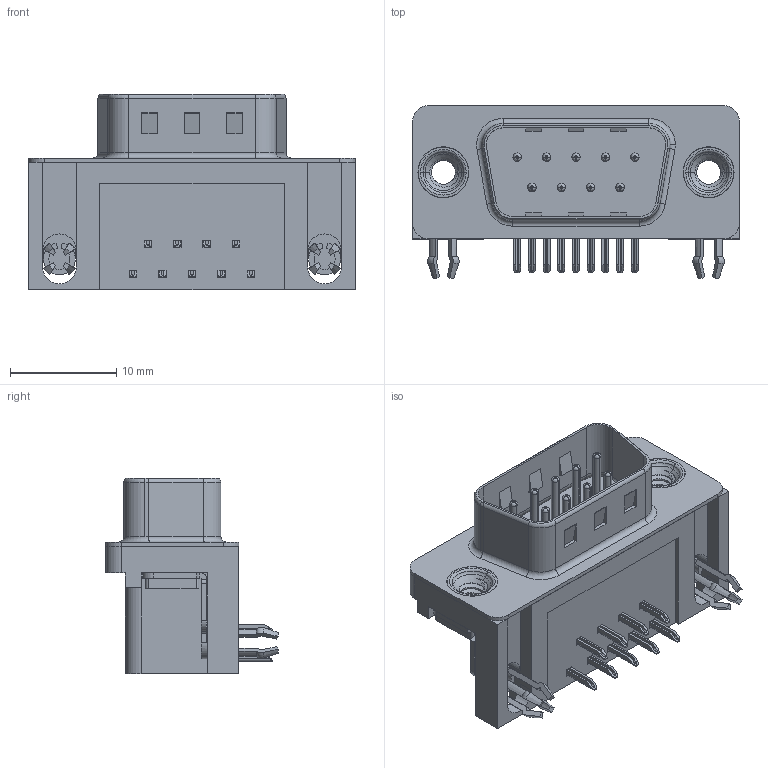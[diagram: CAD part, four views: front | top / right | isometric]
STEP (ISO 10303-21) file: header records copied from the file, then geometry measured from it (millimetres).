
FILE_DESCRIPTION (( 'STEP AP203' ), '1' );
FILE_NAME ('621-009-260-042.STEP', '2019-11-18T18:22:17', ( '' ), ( '' ), 'SwSTEP 2.0', 'SolidWorks 2016', '' );
FILE_SCHEMA (( 'CONFIG_CONTROL_DESIGN' ));
Length unit declared in the file: millimetre
Products named in the file (7): 621 Contact Bottom; 621 4 Prong Board Lock; 621 Housing_9 Socket; 621 Contact Top; 621 4-40 Threaded Rivet; 621 Shell_9 Socket; 621-009-260-042
Assembly tree (15 placements, depth 2):
  621-009-260-042
    621 Housing_9 Socket
    621 Shell_9 Socket
    621 Contact Bottom  x4
    621 Contact Top  x5
    621 4 Prong Board Lock  x2
    621 4-40 Threaded Rivet  x2
Bounding box: 30.89 x 16.25 x 18.4 mm (x, y, z)
Volume: 3256.6 mm3; surface area: 4495.6 mm2
Topology: 15 solids, 15 shells, 1111 faces, 2837 edges, 1781 vertices
Faces by surface type: plane 615, cylinder 321, torus 117, cone 52, bspline 6
Entity records: 18335 total; most frequent: CARTESIAN_POINT 4501, DIRECTION 2779, ORIENTED_EDGE 2644, EDGE_CURVE 1322, AXIS2_PLACEMENT_3D 973, VERTEX_POINT 845, LINE 833, VECTOR 833
